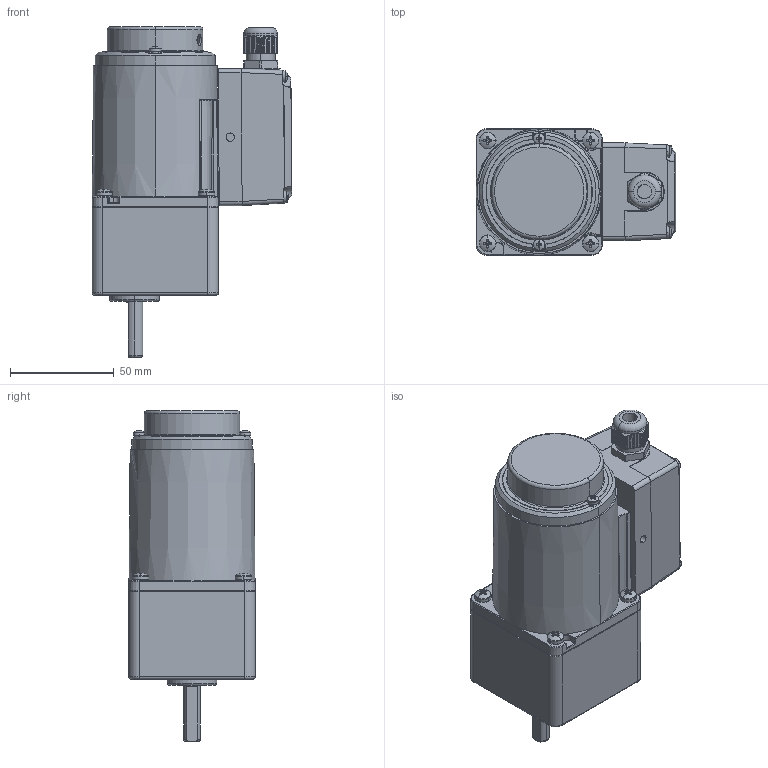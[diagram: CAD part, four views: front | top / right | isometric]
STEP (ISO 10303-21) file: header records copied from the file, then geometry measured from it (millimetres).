
FILE_DESCRIPTION (( 'STEP AP203' ), '1' );
FILE_NAME ('2IK6RGN-CT(2GN3K-200K).STEP', '2022-10-28T02:01:04', ( 'Windows User' ), ( 'P R C' ), 'SwSTEP 2.0', 'SolidWorks 2019', '' );
FILE_SCHEMA (( 'CONFIG_CONTROL_DESIGN' ));
Length unit declared in the file: millimetre
Products named in the file (12): DJ^2IK6RA-CT_2IK6RGN-CT(2GN3K-200K)(2)_2IK6RGN-CT(2GN3K-200K); M4^2IK6RGN-CT(2GN3K-200K)(2)_2IK6RGN-CT(2GN3K-200K); TSJXHG^2IK6RA-CT_2IK6RGN-CT(2GN3K-200K)(2)_2IK6RGN-CT(2GN3K-200K); M14SJQ^TSJXHG_2IK6RA-CT_2IK6RGN-CT(2GN3K-200K)(2)_2IK6RGN-CT(2GN3K-200K); TSJXH^TSJXHG_2IK6RA-CT_2IK6RGN-CT(2GN3K-200K)(2)_2IK6RGN-CT(2GN3K-200K); 2IK6RA-CT^2IK6RGN-CT(2GN3K-200K)(2)_2IK6RGN-CT(2GN3K-200K); 2IK6RGN-CT(2GN3K-200K)(2)^2IK6RGN-CT(2GN3K-200K); 2GN3K-200K; M3^TSJXHG_2IK6RA-CT_2IK6RGN-CT(2GN3K-200K)(2)_2IK6RGN-CT(2GN3K-200K); M3^2IK6RA-CT_2IK6RGN-CT(2GN3K-200K)(2)_2IK6RGN-CT(2GN3K-200K); 2IK6RGN-CT(2GN3K-200K); 60TSZ^2IK6RA-CT_2IK6RGN-CT(2GN3K-200K)(2)_2IK6RGN-CT(2GN3K-200K)
Assembly tree (18 placements, depth 5):
  2IK6RGN-CT(2GN3K-200K)
    2IK6RGN-CT(2GN3K-200K)(2)^2IK6RGN-CT(2GN3K-200K)
      2IK6RA-CT^2IK6RGN-CT(2GN3K-200K)(2)_2IK6RGN-CT(2GN3K-200K)
        TSJXHG^2IK6RA-CT_2IK6RGN-CT(2GN3K-200K)(2)_2IK6RGN-CT(2GN3K-200K)
          TSJXH^TSJXHG_2IK6RA-CT_2IK6RGN-CT(2GN3K-200K)(2)_2IK6RGN-CT(2GN3K-200K)
          M14SJQ^TSJXHG_2IK6RA-CT_2IK6RGN-CT(2GN3K-200K)(2)_2IK6RGN-CT(2GN3K-200K)
          M3^TSJXHG_2IK6RA-CT_2IK6RGN-CT(2GN3K-200K)(2)_2IK6RGN-CT(2GN3K-200K)  x4
        DJ^2IK6RA-CT_2IK6RGN-CT(2GN3K-200K)(2)_2IK6RGN-CT(2GN3K-200K)
        60TSZ^2IK6RA-CT_2IK6RGN-CT(2GN3K-200K)(2)_2IK6RGN-CT(2GN3K-200K)
        M3^2IK6RA-CT_2IK6RGN-CT(2GN3K-200K)(2)_2IK6RGN-CT(2GN3K-200K)  x2
      M4^2IK6RGN-CT(2GN3K-200K)(2)_2IK6RGN-CT(2GN3K-200K)  x4
    2GN3K-200K
Bounding box: 96.24 x 60.8 x 159.25 mm (x, y, z)
Volume: 316221.5 mm3; surface area: 92041.6 mm2
Topology: 15 solids, 16 shells, 2223 faces, 5698 edges, 3501 vertices
Faces by surface type: cone 894, cylinder 673, plane 364, torus 144, bspline 77, sphere 71
Entity records: 46233 total; most frequent: CARTESIAN_POINT 15745, DIRECTION 6346, ORIENTED_EDGE 6100, EDGE_CURVE 3050, AXIS2_PLACEMENT_3D 2683, VERTEX_POINT 1889, CIRCLE 1516, EDGE_LOOP 1281
